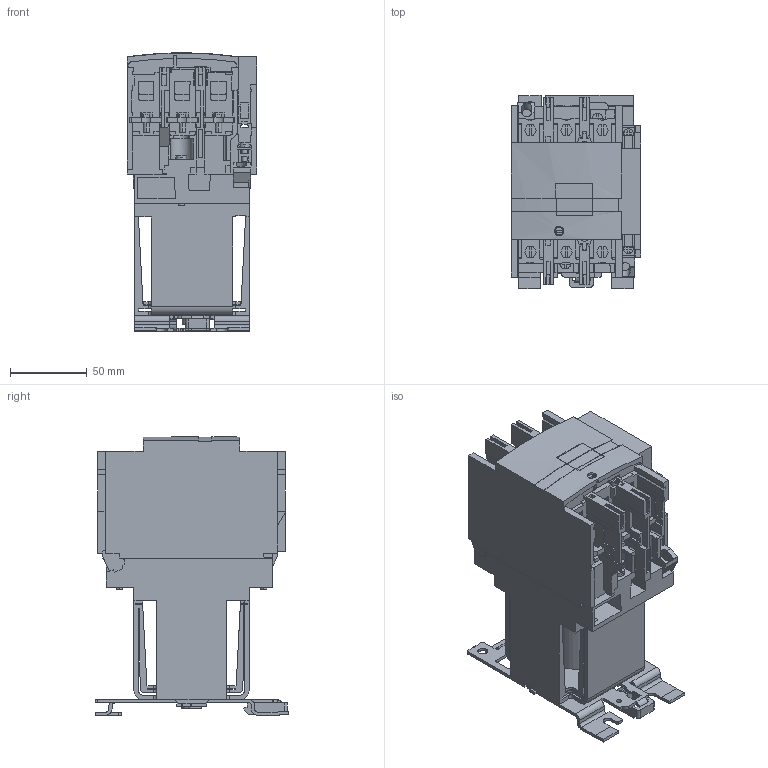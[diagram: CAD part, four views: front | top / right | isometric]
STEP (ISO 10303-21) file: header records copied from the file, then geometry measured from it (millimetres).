
FILE_DESCRIPTION((''),'2;1');
FILE_NAME('LC1D806-956FW-3D_ASM','2021-12-01T19:17:44',('SESA635911'),('Schneider-Electric'),'CREO PARAMETRIC BY PTC INC, 2019471','CREO PARAMETRIC BY PTC INC, 2019471','');
FILE_SCHEMA(('CONFIG_CONTROL_DESIGN'));
Length unit declared in the file: millimetre
Products named in the file (2): LC1D806-956FW-3D-SIMPLIFIED; LC1D806-956FW-3D_ASM
Assembly tree (1 placements, depth 2):
  LC1D806-956FW-3D_ASM
    LC1D806-956FW-3D-SIMPLIFIED
Bounding box: 84.5 x 126.13 x 181.2 mm (x, y, z)
Volume: 843592.8 mm3; surface area: 180447.9 mm2
Topology: 1 solids, 2 shells, 1690 faces, 4914 edges, 3235 vertices
Faces by surface type: plane 1383, cylinder 225, extrusion 82
Entity records: 56307 total; most frequent: CARTESIAN_POINT 11271, ORIENTED_EDGE 9828, DIRECTION 8623, EDGE_CURVE 4914, VECTOR 4291, LINE 4209, VERTEX_POINT 3235, AXIS2_PLACEMENT_3D 2166
